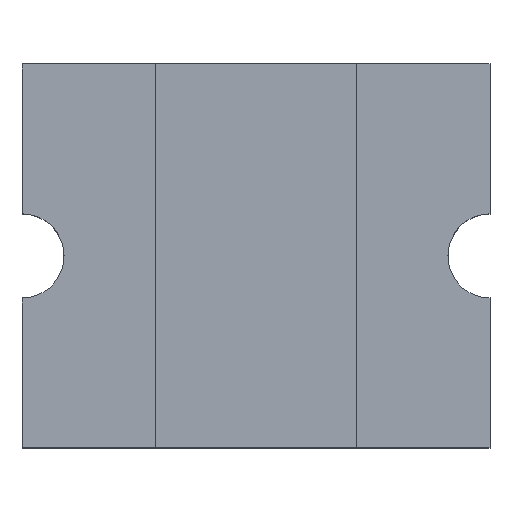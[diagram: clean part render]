
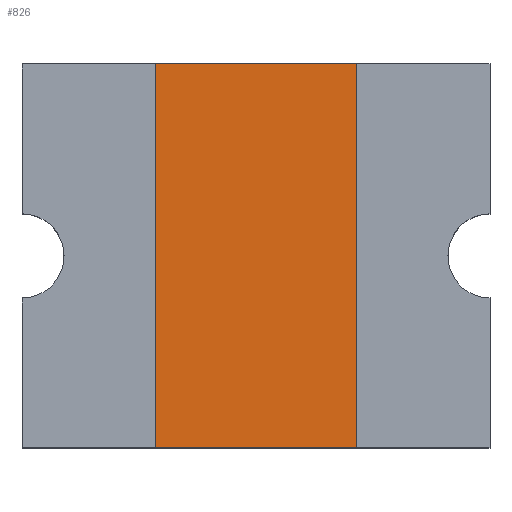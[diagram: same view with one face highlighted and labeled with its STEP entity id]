
A CAD part, top view. The second image highlights one B-rep face of the part: STEP entity #826.
In plain terms, the highlighted planar face has unit normal (0, 0, 1).
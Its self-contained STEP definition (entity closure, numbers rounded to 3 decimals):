
#29 = VERTEX_POINT ( 'NONE', #192 ) ;
#51 = LINE ( 'NONE', #225, #578 ) ;
#55 = ORIENTED_EDGE ( 'NONE', *, *, #385, .T. ) ;
#59 = AXIS2_PLACEMENT_3D ( 'NONE', #127, #563, #766 ) ;
#124 = ORIENTED_EDGE ( 'NONE', *, *, #476, .T. ) ;
#127 = CARTESIAN_POINT ( 'NONE',  ( 0., 0., 0.52 ) ) ;
#130 = EDGE_LOOP ( 'NONE', ( #499, #55, #124, #576 ) ) ;
#139 = DIRECTION ( 'NONE',  ( 1., 0., 0. ) ) ;
#186 = VECTOR ( 'NONE', #564, 1000. ) ;
#192 = CARTESIAN_POINT ( 'NONE',  ( -26.966, -18.106, 0.52 ) ) ;
#225 = CARTESIAN_POINT ( 'NONE',  ( -26.966, -15.366, 0.52 ) ) ;
#226 = CARTESIAN_POINT ( 'NONE',  ( -26.966, -15.366, 0.52 ) ) ;
#249 = PLANE ( 'NONE',  #59 ) ;
#289 = FACE_OUTER_BOUND ( 'NONE', #130, .T. ) ;
#320 = VERTEX_POINT ( 'NONE', #351 ) ;
#349 = CARTESIAN_POINT ( 'NONE',  ( -25.526, -15.366, 0.52 ) ) ;
#351 = CARTESIAN_POINT ( 'NONE',  ( -25.526, -18.106, 0.52 ) ) ;
#361 = LINE ( 'NONE', #369, #186 ) ;
#369 = CARTESIAN_POINT ( 'NONE',  ( -25.526, -15.366, 0.52 ) ) ;
#385 = EDGE_CURVE ( 'NONE', #462, #29, #51, .T. ) ;
#405 = EDGE_CURVE ( 'NONE', #320, #675, #361, .T. ) ;
#426 = CARTESIAN_POINT ( 'NONE',  ( -26.966, -15.366, 0.52 ) ) ;
#462 = VERTEX_POINT ( 'NONE', #426 ) ;
#476 = EDGE_CURVE ( 'NONE', #29, #320, #818, .T. ) ;
#479 = VECTOR ( 'NONE', #139, 1000. ) ;
#499 = ORIENTED_EDGE ( 'NONE', *, *, #789, .T. ) ;
#508 = DIRECTION ( 'NONE',  ( 0., -1., 0. ) ) ;
#563 = DIRECTION ( 'NONE',  ( 0., 0., -1. ) ) ;
#564 = DIRECTION ( 'NONE',  ( 0., 1., 0. ) ) ;
#576 = ORIENTED_EDGE ( 'NONE', *, *, #405, .T. ) ;
#578 = VECTOR ( 'NONE', #508, 1000. ) ;
#647 = VECTOR ( 'NONE', #800, 1000. ) ;
#664 = LINE ( 'NONE', #226, #647 ) ;
#675 = VERTEX_POINT ( 'NONE', #349 ) ;
#766 = DIRECTION ( 'NONE',  ( -1., 0., 0. ) ) ;
#784 = CARTESIAN_POINT ( 'NONE',  ( -25.526, -18.106, 0.52 ) ) ;
#789 = EDGE_CURVE ( 'NONE', #675, #462, #664, .T. ) ;
#800 = DIRECTION ( 'NONE',  ( -1., 0., 0. ) ) ;
#818 = LINE ( 'NONE', #784, #479 ) ;
#826 = ADVANCED_FACE ( 'NONE', ( #289 ), #249, .F. ) ;
